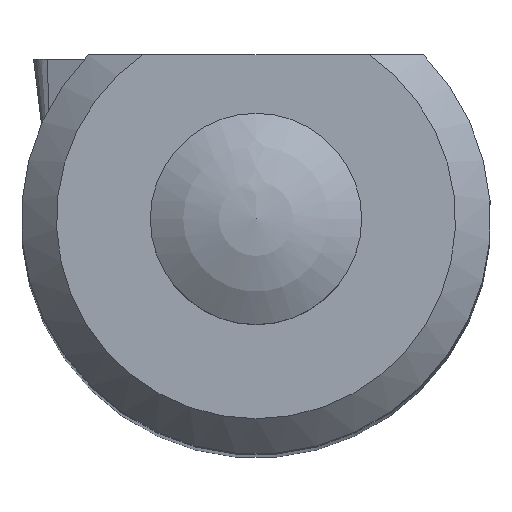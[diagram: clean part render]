
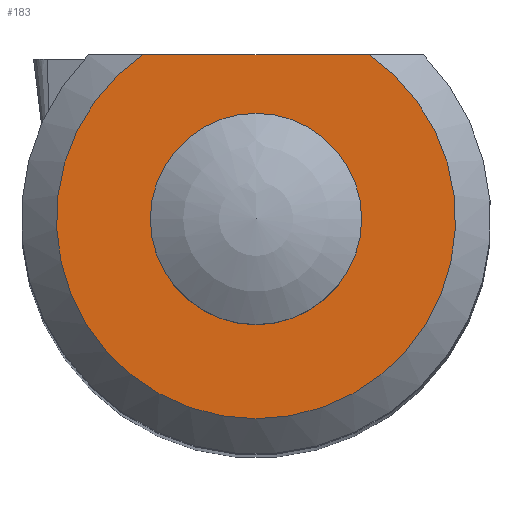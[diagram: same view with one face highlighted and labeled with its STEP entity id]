
A CAD part, top view. The second image highlights one B-rep face of the part: STEP entity #183.
In plain terms, the highlighted planar face has unit normal (0, 0, 1).
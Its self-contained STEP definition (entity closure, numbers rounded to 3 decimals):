
#115=FACE_BOUND('',#258,.T.);
#116=FACE_BOUND('',#259,.T.);
#159=PLANE('',#820);
#183=ADVANCED_FACE('',(#115,#116),#159,.T.);
#258=EDGE_LOOP('',(#398));
#259=EDGE_LOOP('',(#399,#400));
#315=CIRCLE('',#817,8.5);
#316=CIRCLE('',#819,2.5);
#398=ORIENTED_EDGE('',*,*,#600,.T.);
#399=ORIENTED_EDGE('',*,*,#590,.F.);
#400=ORIENTED_EDGE('',*,*,#599,.F.);
#526=VERTEX_POINT('',#1165);
#527=VERTEX_POINT('',#1167);
#532=VERTEX_POINT('',#1189);
#590=EDGE_CURVE('',#526,#527,#661,.T.);
#599=EDGE_CURVE('',#527,#526,#315,.T.);
#600=EDGE_CURVE('',#532,#532,#316,.T.);
#661=LINE('',#1166,#702);
#702=VECTOR('',#935,1.);
#817=AXIS2_PLACEMENT_3D('',#1186,#951,#952);
#819=AXIS2_PLACEMENT_3D('',#1188,#955,#956);
#820=AXIS2_PLACEMENT_3D('',#1190,#957,#958);
#935=DIRECTION('',(1.,0.,0.));
#951=DIRECTION('',(0.,0.,-1.));
#952=DIRECTION('',(0.,-1.,0.));
#955=DIRECTION('',(0.,0.,-1.));
#956=DIRECTION('',(0.,1.,0.));
#957=DIRECTION('',(0.,0.,1.));
#958=DIRECTION('',(0.,1.,0.));
#1165=CARTESIAN_POINT('',(-4.822,7.,-8.03));
#1166=CARTESIAN_POINT('',(-8.5,7.,-8.03));
#1167=CARTESIAN_POINT('',(4.822,7.,-8.03));
#1186=CARTESIAN_POINT('',(0.,0.,-8.03));
#1188=CARTESIAN_POINT('',(0.,0.,-8.03));
#1189=CARTESIAN_POINT('',(0.,2.5,-8.03));
#1190=CARTESIAN_POINT('',(-8.5,0.,-8.03));
